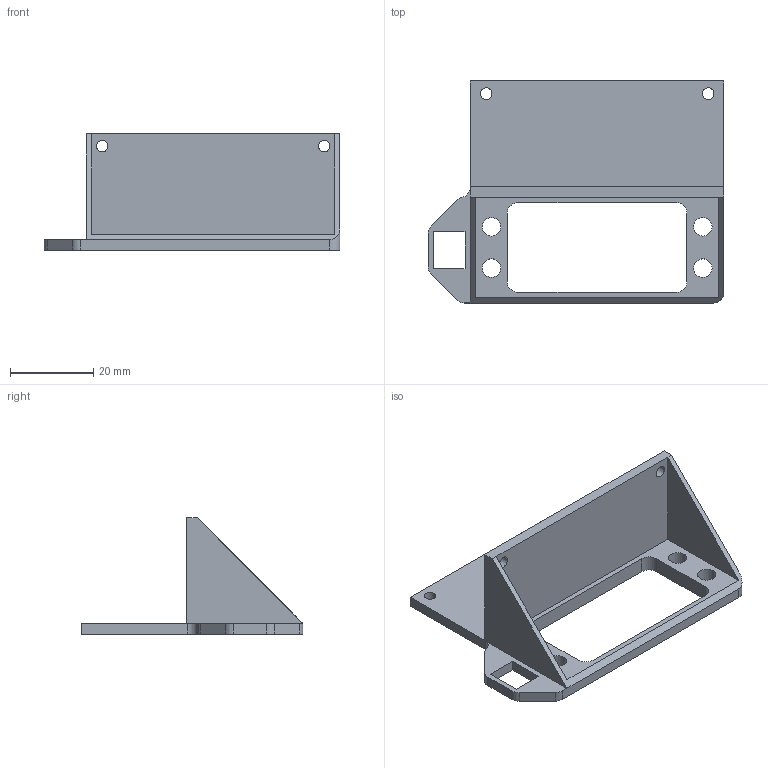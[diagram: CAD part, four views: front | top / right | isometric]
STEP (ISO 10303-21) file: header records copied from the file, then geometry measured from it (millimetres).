
FILE_DESCRIPTION (( 'STEP AP203' ), '1' );
FILE_NAME ('ServoBracket.STEP', '2012-03-25T05:54:58', ( '' ), ( '' ), 'SwSTEP 2.0', 'SolidWorks 2010', '' );
FILE_SCHEMA (( 'CONFIG_CONTROL_DESIGN' ));
Length unit declared in the file: inch
Products named in the file (1): ServoBracket
Bounding box: 71.12 x 53.34 x 27.94 mm (x, y, z)
Volume: 11534.5 mm3; surface area: 10585.5 mm2
Topology: 1 solids, 1 shells, 51 faces, 144 edges, 95 vertices
Faces by surface type: cylinder 26, plane 25
Entity records: 1784 total; most frequent: DIRECTION 298, CARTESIAN_POINT 294, ORIENTED_EDGE 288, EDGE_CURVE 144, AXIS2_PLACEMENT_3D 103, VERTEX_POINT 95, VECTOR 92, LINE 92
